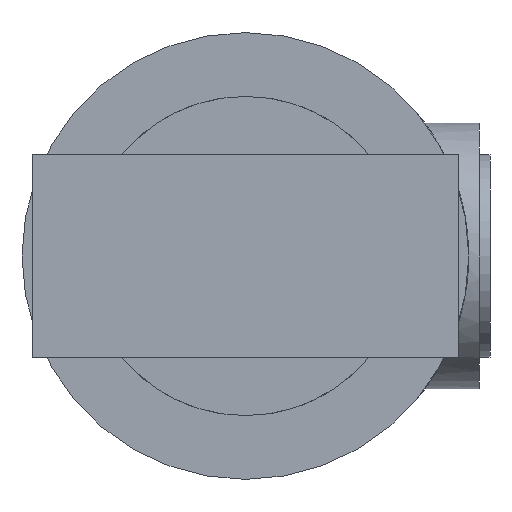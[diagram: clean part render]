
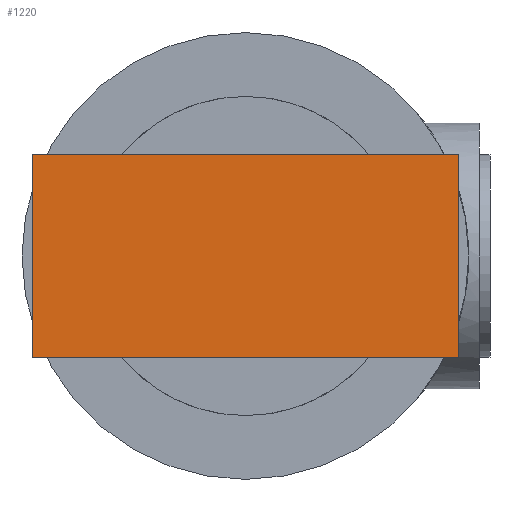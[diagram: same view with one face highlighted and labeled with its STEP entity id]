
A CAD part, front view. The second image highlights one B-rep face of the part: STEP entity #1220.
In plain terms, the highlighted planar face has unit normal (0, -1, 0).
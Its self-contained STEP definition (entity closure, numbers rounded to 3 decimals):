
#48 = EDGE_CURVE ( 'NONE', #85, #477, #925, .T. ) ;
#85 = VERTEX_POINT ( 'NONE', #280 ) ;
#100 = LINE ( 'NONE', #806, #962 ) ;
#122 = VERTEX_POINT ( 'NONE', #880 ) ;
#187 = DIRECTION ( 'NONE',  ( 0., 1., 0. ) ) ;
#280 = CARTESIAN_POINT ( 'NONE',  ( 20., -24.35, 9.5 ) ) ;
#365 = VECTOR ( 'NONE', #463, 1000. ) ;
#417 = EDGE_CURVE ( 'NONE', #477, #122, #1139, .T. ) ;
#463 = DIRECTION ( 'NONE',  ( 0., 0., -1. ) ) ;
#466 = AXIS2_PLACEMENT_3D ( 'NONE', #1259, #187, #672 ) ;
#469 = EDGE_LOOP ( 'NONE', ( #1486, #963, #1533, #690 ) ) ;
#477 = VERTEX_POINT ( 'NONE', #918 ) ;
#559 = PLANE ( 'NONE',  #466 ) ;
#672 = DIRECTION ( 'NONE',  ( 0., 0., 1. ) ) ;
#682 = LINE ( 'NONE', #1007, #1437 ) ;
#690 = ORIENTED_EDGE ( 'NONE', *, *, #48, .T. ) ;
#700 = CARTESIAN_POINT ( 'NONE',  ( -20., -24.35, 9.5 ) ) ;
#806 = CARTESIAN_POINT ( 'NONE',  ( 20., -24.35, 9.5 ) ) ;
#831 = EDGE_CURVE ( 'NONE', #85, #1023, #100, .T. ) ;
#880 = CARTESIAN_POINT ( 'NONE',  ( -20., -24.35, -9.5 ) ) ;
#899 = DIRECTION ( 'NONE',  ( 0., 0., -1. ) ) ;
#910 = FACE_OUTER_BOUND ( 'NONE', #469, .T. ) ;
#913 = VECTOR ( 'NONE', #1286, 1000. ) ;
#918 = CARTESIAN_POINT ( 'NONE',  ( -20., -24.35, 9.5 ) ) ;
#925 = LINE ( 'NONE', #1403, #913 ) ;
#962 = VECTOR ( 'NONE', #899, 1000. ) ;
#963 = ORIENTED_EDGE ( 'NONE', *, *, #1249, .F. ) ;
#1007 = CARTESIAN_POINT ( 'NONE',  ( 20., -24.35, -9.5 ) ) ;
#1023 = VERTEX_POINT ( 'NONE', #1354 ) ;
#1139 = LINE ( 'NONE', #700, #365 ) ;
#1220 = ADVANCED_FACE ( 'NONE', ( #910 ), #559, .F. ) ;
#1249 = EDGE_CURVE ( 'NONE', #1023, #122, #682, .T. ) ;
#1259 = CARTESIAN_POINT ( 'NONE',  ( 20., -24.35, 9.5 ) ) ;
#1286 = DIRECTION ( 'NONE',  ( -1., 0., 0. ) ) ;
#1354 = CARTESIAN_POINT ( 'NONE',  ( 20., -24.35, -9.5 ) ) ;
#1403 = CARTESIAN_POINT ( 'NONE',  ( 20., -24.35, 9.5 ) ) ;
#1437 = VECTOR ( 'NONE', #1510, 1000. ) ;
#1486 = ORIENTED_EDGE ( 'NONE', *, *, #417, .T. ) ;
#1510 = DIRECTION ( 'NONE',  ( -1., 0., 0. ) ) ;
#1533 = ORIENTED_EDGE ( 'NONE', *, *, #831, .F. ) ;
